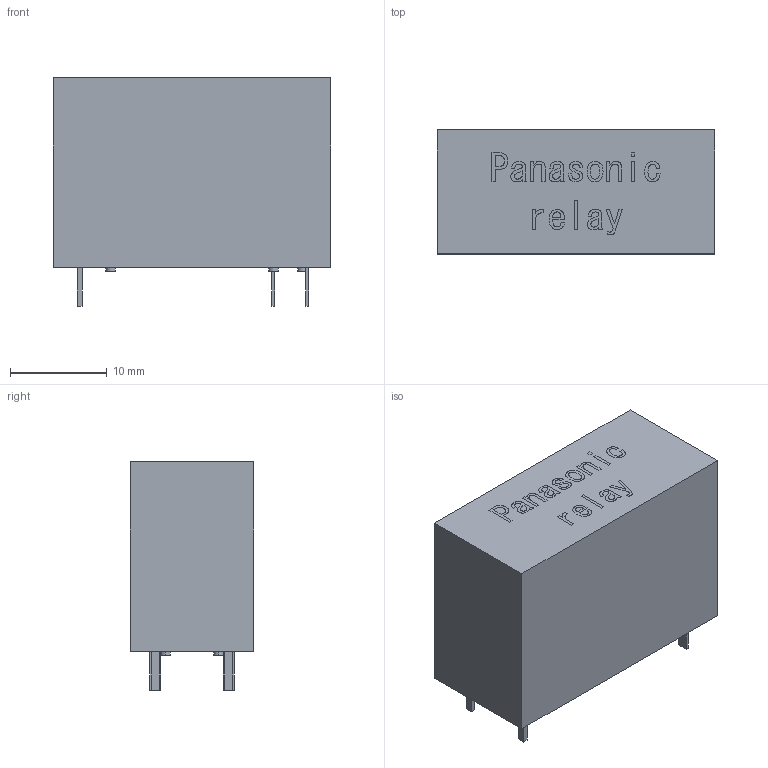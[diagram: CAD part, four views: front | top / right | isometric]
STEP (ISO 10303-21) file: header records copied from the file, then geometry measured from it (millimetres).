
FILE_DESCRIPTION (( 'STEP AP214' ), '1' );
FILE_NAME ('ajw1・1・・f.step', '2021-03-11T06:36:18', ( '' ), ( 'Panasonic Corporation 2021' ), '', '', '' );
FILE_SCHEMA (( 'AUTOMOTIVE_DESIGN' ));
Length unit declared in the file: millimetre
Products named in the file (1): ajw1・1・・f
Bounding box: 28.6 x 12.8 x 23.6 mm (x, y, z)
Volume: 7182.2 mm3; surface area: 2403.4 mm2
Topology: 1 solids, 1 shells, 299 faces, 804 edges, 536 vertices
Faces by surface type: bspline 171, plane 120, cylinder 8
Entity records: 14190 total; most frequent: CARTESIAN_POINT 7819, ORIENTED_EDGE 1608, EDGE_CURVE 804, DIRECTION 736, VERTEX_POINT 536, VECTOR 446, LINE 446, B_SPLINE_CURVE_WITH_KNOTS 342
